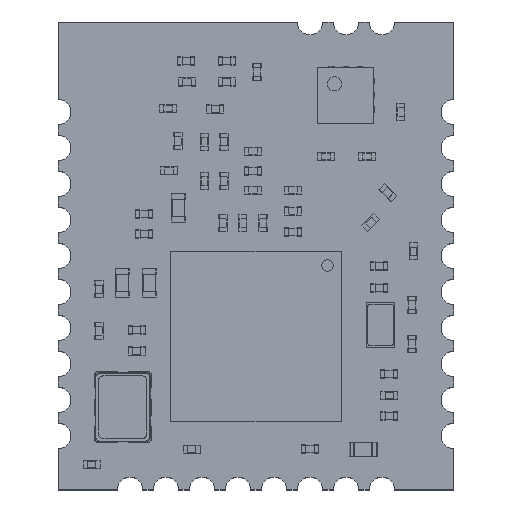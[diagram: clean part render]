
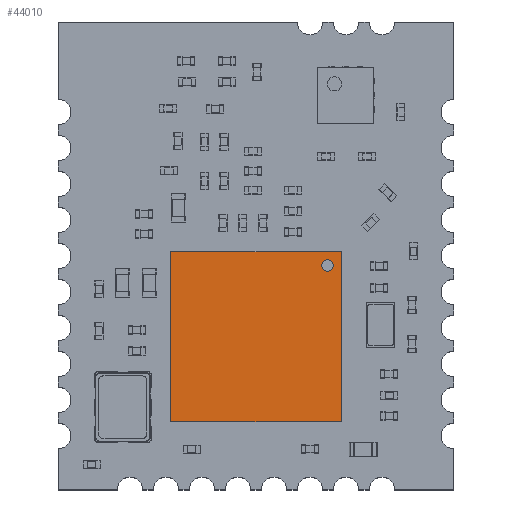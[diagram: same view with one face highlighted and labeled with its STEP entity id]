
A CAD part, top view. The second image highlights one B-rep face of the part: STEP entity #44010.
In plain terms, the highlighted planar face has unit normal (0, 0, 1).
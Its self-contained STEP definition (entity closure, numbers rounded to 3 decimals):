
#43946 = VERTEX_POINT('',#43947);
#43947 = CARTESIAN_POINT('',(-3.,3.,1.2));
#43962 = VERTEX_POINT('',#43963);
#43963 = CARTESIAN_POINT('',(3.,3.,1.2));
#43969 = EDGE_CURVE('',#43946,#43962,#43970,.T.);
#43970 = LINE('',#43971,#43972);
#43971 = CARTESIAN_POINT('',(-3.,3.,1.2));
#43972 = VECTOR('',#43973,1.);
#43973 = DIRECTION('',(1.,0.,0.));
#43992 = EDGE_CURVE('',#43946,#43993,#43995,.T.);
#43993 = VERTEX_POINT('',#43994);
#43994 = CARTESIAN_POINT('',(-3.,-3.,1.2));
#43995 = LINE('',#43996,#43997);
#43996 = CARTESIAN_POINT('',(-3.,3.,1.2));
#43997 = VECTOR('',#43998,1.);
#43998 = DIRECTION('',(0.,-1.,0.));
#44010 = ADVANCED_FACE('',(#44011,#44029),#44040,.T.);
#44011 = FACE_BOUND('',#44012,.T.);
#44012 = EDGE_LOOP('',(#44013,#44014,#44015,#44023));
#44013 = ORIENTED_EDGE('',*,*,#43969,.F.);
#44014 = ORIENTED_EDGE('',*,*,#43992,.T.);
#44015 = ORIENTED_EDGE('',*,*,#44016,.T.);
#44016 = EDGE_CURVE('',#43993,#44017,#44019,.T.);
#44017 = VERTEX_POINT('',#44018);
#44018 = CARTESIAN_POINT('',(3.,-3.,1.2));
#44019 = LINE('',#44020,#44021);
#44020 = CARTESIAN_POINT('',(-3.,-3.,1.2));
#44021 = VECTOR('',#44022,1.);
#44022 = DIRECTION('',(1.,0.,0.));
#44023 = ORIENTED_EDGE('',*,*,#44024,.F.);
#44024 = EDGE_CURVE('',#43962,#44017,#44025,.T.);
#44025 = LINE('',#44026,#44027);
#44026 = CARTESIAN_POINT('',(3.,3.,1.2));
#44027 = VECTOR('',#44028,1.);
#44028 = DIRECTION('',(0.,-1.,0.));
#44029 = FACE_BOUND('',#44030,.T.);
#44030 = EDGE_LOOP('',(#44031));
#44031 = ORIENTED_EDGE('',*,*,#44032,.T.);
#44032 = EDGE_CURVE('',#44033,#44033,#44035,.T.);
#44033 = VERTEX_POINT('',#44034);
#44034 = CARTESIAN_POINT('',(-2.52,2.32,1.2));
#44035 = CIRCLE('',#44036,0.2);
#44036 = AXIS2_PLACEMENT_3D('',#44037,#44038,#44039);
#44037 = CARTESIAN_POINT('',(-2.52,2.52,1.2));
#44038 = DIRECTION('',(-0.,0.,-1.));
#44039 = DIRECTION('',(0.,-1.,0.));
#44040 = PLANE('',#44041);
#44041 = AXIS2_PLACEMENT_3D('',#44042,#44043,#44044);
#44042 = CARTESIAN_POINT('',(-3.,3.,1.2));
#44043 = DIRECTION('',(0.,0.,1.));
#44044 = DIRECTION('',(0.,-1.,0.));
